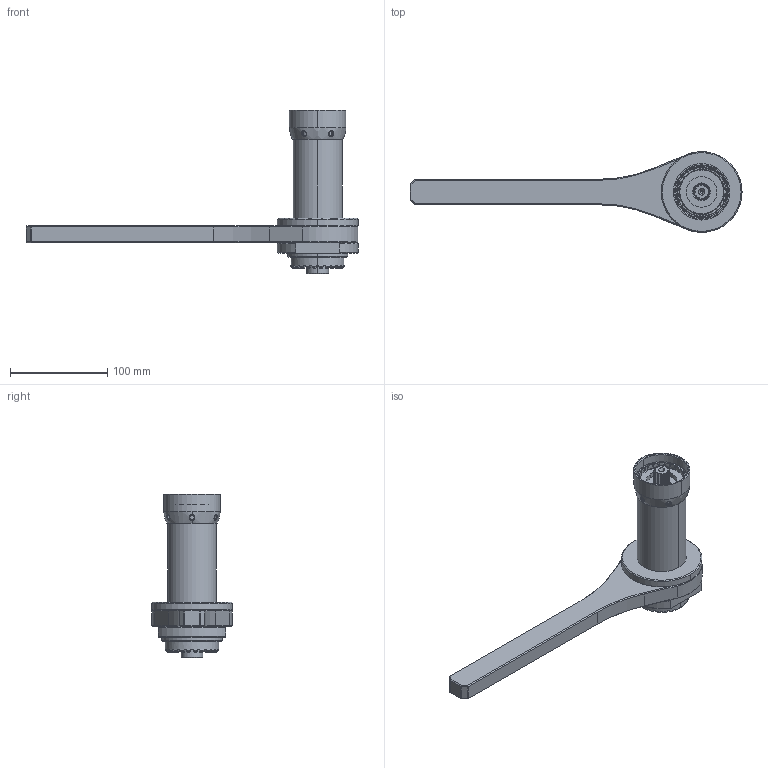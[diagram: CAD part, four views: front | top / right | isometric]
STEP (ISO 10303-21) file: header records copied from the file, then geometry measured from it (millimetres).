
FILE_DESCRIPTION((''),'2;1');
FILE_NAME('T50-3000070_ASM','2019-02-12T',('D0L91'),(''),'CREO PARAMETRIC BY PTC INC, 2016130','CREO PARAMETRIC BY PTC INC, 2016130','');
FILE_SCHEMA(('CONFIG_CONTROL_DESIGN'));
Length unit declared in the file: millimetre
Products named in the file (11): T50-1000079; T50-1000065; 23752; 92100138; T50-3000058_ASM; T50-1000060; T50-1000062; 883358; 208198PT; 208197PT; T50-3000070_ASM
Assembly tree (10 placements, depth 3):
  T50-3000070_ASM
    T50-1000079
    T50-3000058_ASM
      T50-1000065
      23752
      92100138
    T50-1000060
    T50-1000062
    883358
    208198PT
    208197PT
Bounding box: 341.5 x 83 x 168.22 mm (x, y, z)
Volume: 457185.8 mm3; surface area: 136376.7 mm2
Topology: 11 solids, 12 shells, 1407 faces, 4020 edges, 2648 vertices
Faces by surface type: cylinder 583, plane 298, extrusion 262, cone 174, torus 52, revolution 24, bspline 14
Entity records: 53890 total; most frequent: CARTESIAN_POINT 18855, ORIENTED_EDGE 8032, DIRECTION 6230, EDGE_CURVE 4016, VERTEX_POINT 2648, AXIS2_PLACEMENT_3D 2365, B_SPLINE_CURVE_WITH_KNOTS 1854, VECTOR 1476
